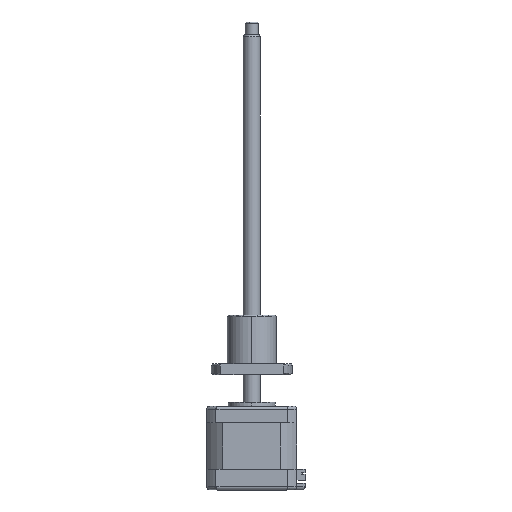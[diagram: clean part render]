
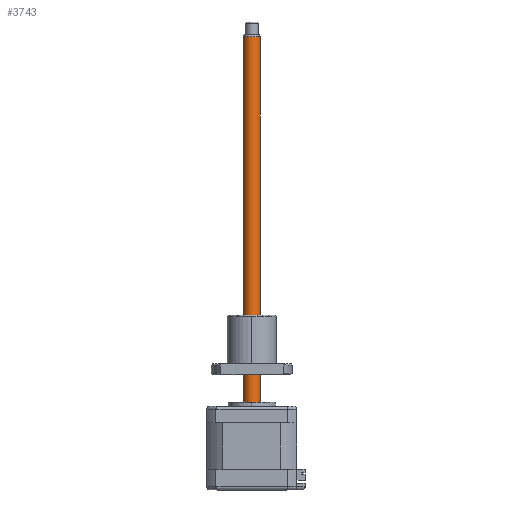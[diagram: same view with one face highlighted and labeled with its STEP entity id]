
A CAD part, top view. The second image highlights one B-rep face of the part: STEP entity #3743.
In plain terms, the highlighted cylindrical face has radius 4 mm (diameter 8 mm), a partial arc.
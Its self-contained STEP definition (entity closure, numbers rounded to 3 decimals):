
#1318 = EDGE_CURVE ( 'NONE', #3230, #6302, #2347, .T. ) ;
#1364 = AXIS2_PLACEMENT_3D ( 'NONE', #6570, #2148, #10118 ) ;
#1380 = VERTEX_POINT ( 'NONE', #1618 ) ;
#1457 = EDGE_CURVE ( 'NONE', #1380, #3230, #5678, .T. ) ;
#1618 = CARTESIAN_POINT ( 'NONE',  ( -0.709, 191.843, 16.638 ) ) ;
#2038 = AXIS2_PLACEMENT_3D ( 'NONE', #4902, #11087, #5803 ) ;
#2148 = DIRECTION ( 'NONE',  ( 0., -1., 0. ) ) ;
#2347 = LINE ( 'NONE', #11273, #11479 ) ;
#2512 = CARTESIAN_POINT ( 'NONE',  ( -0.709, 17.843, 16.638 ) ) ;
#2716 = ORIENTED_EDGE ( 'NONE', *, *, #9207, .F. ) ;
#2731 = CARTESIAN_POINT ( 'NONE',  ( -8.709, 191.843, 16.638 ) ) ;
#2821 = DIRECTION ( 'NONE',  ( 0., -1., 0. ) ) ;
#3072 = ORIENTED_EDGE ( 'NONE', *, *, #1457, .T. ) ;
#3098 = VERTEX_POINT ( 'NONE', #2512 ) ;
#3230 = VERTEX_POINT ( 'NONE', #2731 ) ;
#3504 = CARTESIAN_POINT ( 'NONE',  ( -4.709, 191.843, 16.638 ) ) ;
#3743 = ADVANCED_FACE ( 'NONE', ( #10849 ), #10576, .T. ) ;
#3946 = AXIS2_PLACEMENT_3D ( 'NONE', #3504, #9719, #4398 ) ;
#4222 = EDGE_LOOP ( 'NONE', ( #2716, #3072, #8031, #11306 ) ) ;
#4226 = DIRECTION ( 'NONE',  ( 0., -1., 0. ) ) ;
#4398 = DIRECTION ( 'NONE',  ( 1., 0., 0. ) ) ;
#4742 = VECTOR ( 'NONE', #2821, 1000. ) ;
#4902 = CARTESIAN_POINT ( 'NONE',  ( -4.709, 17.843, 16.638 ) ) ;
#5678 = CIRCLE ( 'NONE', #3946, 4. ) ;
#5803 = DIRECTION ( 'NONE',  ( -1., 0., 0. ) ) ;
#6302 = VERTEX_POINT ( 'NONE', #10718 ) ;
#6570 = CARTESIAN_POINT ( 'NONE',  ( -4.709, 192.843, 16.638 ) ) ;
#7379 = CIRCLE ( 'NONE', #2038, 4. ) ;
#7925 = LINE ( 'NONE', #9026, #4742 ) ;
#8031 = ORIENTED_EDGE ( 'NONE', *, *, #1318, .T. ) ;
#8743 = EDGE_CURVE ( 'NONE', #3098, #6302, #7379, .T. ) ;
#9026 = CARTESIAN_POINT ( 'NONE',  ( -0.709, 192.843, 16.638 ) ) ;
#9207 = EDGE_CURVE ( 'NONE', #1380, #3098, #7925, .T. ) ;
#9719 = DIRECTION ( 'NONE',  ( 0., -1., 0. ) ) ;
#10118 = DIRECTION ( 'NONE',  ( -1., 0., 0. ) ) ;
#10576 = CYLINDRICAL_SURFACE ( 'NONE', #1364, 4. ) ;
#10718 = CARTESIAN_POINT ( 'NONE',  ( -8.709, 17.843, 16.638 ) ) ;
#10849 = FACE_OUTER_BOUND ( 'NONE', #4222, .T. ) ;
#11087 = DIRECTION ( 'NONE',  ( 0., -1., 0. ) ) ;
#11273 = CARTESIAN_POINT ( 'NONE',  ( -8.709, 192.843, 16.638 ) ) ;
#11306 = ORIENTED_EDGE ( 'NONE', *, *, #8743, .F. ) ;
#11479 = VECTOR ( 'NONE', #4226, 1000. ) ;
